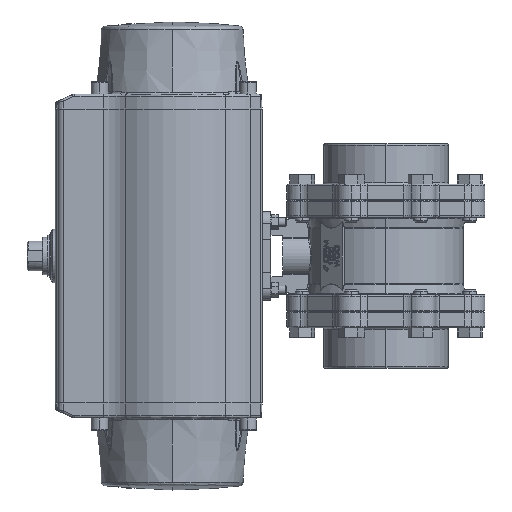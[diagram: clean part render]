
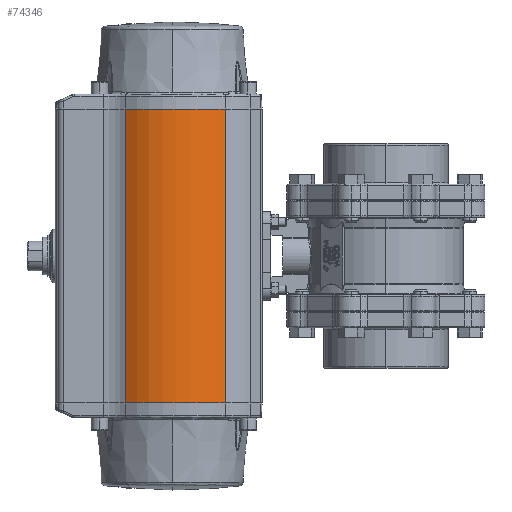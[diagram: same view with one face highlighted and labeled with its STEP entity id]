
A CAD part, left-side view. The second image highlights one B-rep face of the part: STEP entity #74346.
In plain terms, the highlighted cylindrical face has radius 87 mm (diameter 174 mm), a partial arc.
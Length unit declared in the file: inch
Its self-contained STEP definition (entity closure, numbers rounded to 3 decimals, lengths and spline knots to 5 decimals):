
#934 = CARTESIAN_POINT ( 'NONE',  ( -2.58913, 6.74712, -6.1811 ) ) ;
#1531 = VERTEX_POINT ( 'NONE', #61993 ) ;
#5812 = DIRECTION ( 'NONE',  ( 1., 0., 0. ) ) ;
#8492 = EDGE_CURVE ( 'NONE', #1531, #32277, #95200, .T. ) ;
#16019 = CARTESIAN_POINT ( 'NONE',  ( 0., 8.98953, -6.1811 ) ) ;
#16571 = VERTEX_POINT ( 'NONE', #32164 ) ;
#21619 = EDGE_LOOP ( 'NONE', ( #84707, #91626, #49116, #30067 ) ) ;
#23628 = DIRECTION ( 'NONE',  ( 0., 0., -1. ) ) ;
#26928 = FACE_OUTER_BOUND ( 'NONE', #21619, .T. ) ;
#30067 = ORIENTED_EDGE ( 'NONE', *, *, #8492, .T. ) ;
#31341 = DIRECTION ( 'NONE',  ( 0., 0., 1. ) ) ;
#32164 = CARTESIAN_POINT ( 'NONE',  ( -2.58913, 6.74712, 6.1811 ) ) ;
#32277 = VERTEX_POINT ( 'NONE', #66834 ) ;
#36776 = CARTESIAN_POINT ( 'NONE',  ( 0., 8.98953, 6.1811 ) ) ;
#39093 = VECTOR ( 'NONE', #23628, 39.37008 ) ;
#42080 = EDGE_CURVE ( 'NONE', #32277, #90880, #79302, .T. ) ;
#44448 = DIRECTION ( 'NONE',  ( 1., 0., 0. ) ) ;
#49116 = ORIENTED_EDGE ( 'NONE', *, *, #81903, .T. ) ;
#49541 = AXIS2_PLACEMENT_3D ( 'NONE', #36776, #90160, #44448 ) ;
#51254 = DIRECTION ( 'NONE',  ( 0., 0., 1. ) ) ;
#53947 = CARTESIAN_POINT ( 'NONE',  ( -2.7914, 10.97449, -6.1811 ) ) ;
#58207 = AXIS2_PLACEMENT_3D ( 'NONE', #16019, #61651, #92303 ) ;
#61651 = DIRECTION ( 'NONE',  ( 0., 0., 1. ) ) ;
#61993 = CARTESIAN_POINT ( 'NONE',  ( -2.7914, 10.97449, 6.1811 ) ) ;
#66834 = CARTESIAN_POINT ( 'NONE',  ( -2.7914, 10.97449, -6.1811 ) ) ;
#67415 = AXIS2_PLACEMENT_3D ( 'NONE', #96971, #51254, #5812 ) ;
#70423 = CIRCLE ( 'NONE', #49541, 3.4252 ) ;
#74346 = ADVANCED_FACE ( 'NONE', ( #26928 ), #83025, .T. ) ;
#77910 = VECTOR ( 'NONE', #31341, 39.37008 ) ;
#79072 = EDGE_CURVE ( 'NONE', #90880, #16571, #98146, .T. ) ;
#79302 = CIRCLE ( 'NONE', #67415, 3.4252 ) ;
#81903 = EDGE_CURVE ( 'NONE', #16571, #1531, #70423, .T. ) ;
#83025 = CYLINDRICAL_SURFACE ( 'NONE', #58207, 3.4252 ) ;
#84707 = ORIENTED_EDGE ( 'NONE', *, *, #42080, .T. ) ;
#90160 = DIRECTION ( 'NONE',  ( 0., 0., -1. ) ) ;
#90880 = VERTEX_POINT ( 'NONE', #91675 ) ;
#91626 = ORIENTED_EDGE ( 'NONE', *, *, #79072, .T. ) ;
#91675 = CARTESIAN_POINT ( 'NONE',  ( -2.58913, 6.74712, -6.1811 ) ) ;
#92303 = DIRECTION ( 'NONE',  ( 1., 0., 0. ) ) ;
#95200 = LINE ( 'NONE', #53947, #39093 ) ;
#96971 = CARTESIAN_POINT ( 'NONE',  ( 0., 8.98953, -6.1811 ) ) ;
#98146 = LINE ( 'NONE', #934, #77910 ) ;
